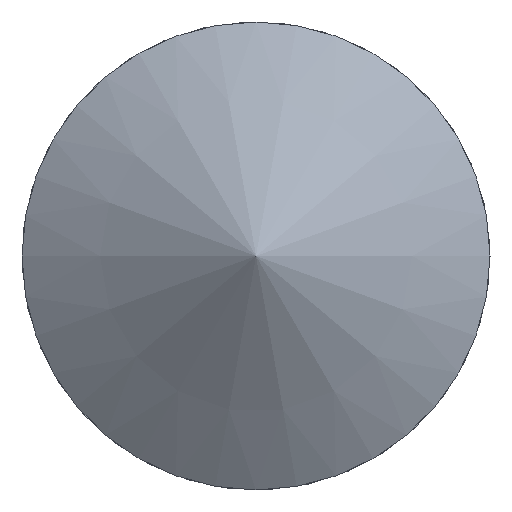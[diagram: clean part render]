
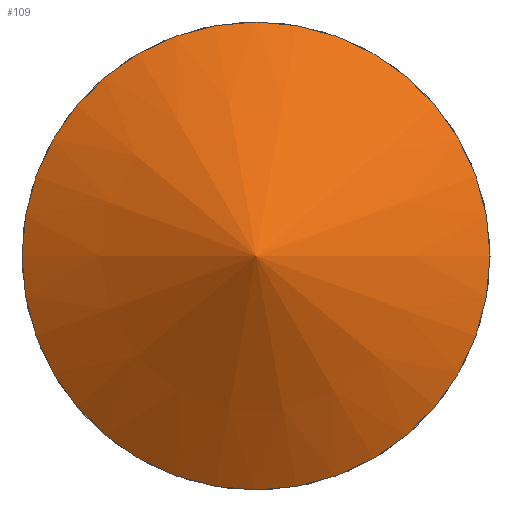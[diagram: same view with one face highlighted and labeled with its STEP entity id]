
A CAD part, left-side view. The second image highlights one B-rep face of the part: STEP entity #109.
In plain terms, the highlighted conical face has half-angle 59 degrees and reference radius 3 mm.
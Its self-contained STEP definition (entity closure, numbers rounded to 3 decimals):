
#27=CONICAL_SURFACE('',#191,3.,1.03);
#33=FACE_OUTER_BOUND('',#39,.T.);
#39=EDGE_LOOP('',(#89,#90,#91,#92));
#44=LINE('',#259,#48);
#48=VECTOR('',#221,3.);
#53=CIRCLE('',#188,6.);
#54=CIRCLE('',#189,6.);
#61=VERTEX_POINT('',#251);
#62=VERTEX_POINT('',#253);
#63=VERTEX_POINT('',#258);
#72=EDGE_CURVE('',#61,#62,#53,.T.);
#73=EDGE_CURVE('',#62,#61,#54,.T.);
#74=EDGE_CURVE('',#61,#63,#44,.T.);
#89=ORIENTED_EDGE('',*,*,#73,.F.);
#90=ORIENTED_EDGE('',*,*,#72,.F.);
#91=ORIENTED_EDGE('',*,*,#74,.T.);
#92=ORIENTED_EDGE('',*,*,#74,.F.);
#109=ADVANCED_FACE('',(#33),#27,.T.);
#188=AXIS2_PLACEMENT_3D('',#254,#213,#214);
#189=AXIS2_PLACEMENT_3D('',#255,#215,#216);
#191=AXIS2_PLACEMENT_3D('',#257,#219,#220);
#213=DIRECTION('center_axis',(1.,0.,0.));
#214=DIRECTION('ref_axis',(0.,0.,-1.));
#215=DIRECTION('center_axis',(1.,0.,0.));
#216=DIRECTION('ref_axis',(0.,0.,-1.));
#219=DIRECTION('center_axis',(1.,0.,0.));
#220=DIRECTION('ref_axis',(0.,1.,0.));
#221=DIRECTION('',(-0.515,0.857,0.));
#251=CARTESIAN_POINT('',(-37.,-6.,0.));
#253=CARTESIAN_POINT('',(-37.,6.,0.));
#254=CARTESIAN_POINT('Origin',(-37.,0.,0.));
#255=CARTESIAN_POINT('Origin',(-37.,0.,0.));
#257=CARTESIAN_POINT('Origin',(-38.803,0.,
0.));
#258=CARTESIAN_POINT('',(-40.605,0.,0.));
#259=CARTESIAN_POINT('',(-38.803,-3.,0.));
